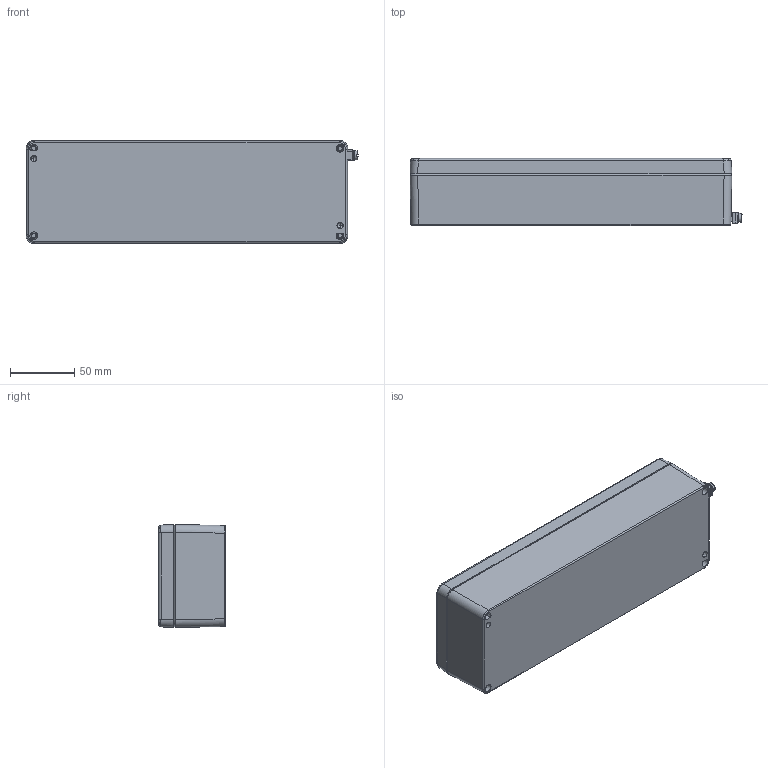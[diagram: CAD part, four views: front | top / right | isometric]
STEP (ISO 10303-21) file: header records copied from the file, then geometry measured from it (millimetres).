
FILE_DESCRIPTION(/* description */ (''),/* implementation_level */ '2;1');
FILE_NAME(/* name */ '15250806000-RST.stp',/* time_stamp */ '2021-09-08T11:04:17+02:00',/* author */ ('sl'),/* organization */ (''),/* preprocessor_version */ 'ST-DEVELOPER v16.5',/* originating_system */ 'Autodesk Inventor 2017',/* authorisation */ '');
FILE_SCHEMA (('AUTOMOTIVE_DESIGN { 1 0 10303 214 3 1 1 }'));
Products named in the file (13): Alu-Ex-Gehäuse-07-BG-0001-15_250806_000; Deckel-Alu-Ex-Gehäuse-07-BG-0002-15_250806_000; Deckel-Alu-Ex-Gehäuse-07-BT-0001-15_250806_000; Dichtlippe-Alu-Ex-Gehäuse-07-BT-0003-15_250806_000; UT-Alu-Ex-Gehäuse-07-BG-0003-15_250806_000; UT-Alu-Ex-Gehäuse-07-BT-0002-15_250806_000; Erdungsschraube88309; 93042; 88309_2; 88309_1; 83014; Erdung92081; SchraubeM4x20-7
Assembly tree (16 placements, depth 4):
  Alu-Ex-Gehäuse-07-BG-0001-15_250806_000
    Deckel-Alu-Ex-Gehäuse-07-BG-0002-15_250806_000
      Deckel-Alu-Ex-Gehäuse-07-BT-0001-15_250806_000
      Dichtlippe-Alu-Ex-Gehäuse-07-BT-0003-15_250806_000
    UT-Alu-Ex-Gehäuse-07-BG-0003-15_250806_000
      UT-Alu-Ex-Gehäuse-07-BT-0002-15_250806_000
      Erdungsschraube88309
        93042
        88309_2
        88309_1
        83014
      Erdung92081  x2
    SchraubeM4x20-7  x4
Bounding box: 257.92 x 51.99 x 80 mm (x, y, z)
Volume: 275649.7 mm3; surface area: 155262.1 mm2
Topology: 13 solids, 13 shells, 1297 faces, 3041 edges, 1812 vertices
Faces by surface type: plane 530, bspline 405, cylinder 274, cone 56, torus 32
Full cylindrical faces by diameter (mm): 3.3 x7, 3.52 x4, 4 x5, 4.2 x1, 4.5 x2, 4.7 x2, 4.9 x1, 5 x3, 5.188 x4, 5.95 x1, 6.15 x1, 7 x1, 8 x2, 10 x2
Entity records: 55113 total; most frequent: CARTESIAN_POINT 29908, ORIENTED_EDGE 5402, DIRECTION 4638, EDGE_CURVE 2701, AXIS2_PLACEMENT_3D 1660, VERTEX_POINT 1646, EDGE_LOOP 1363, LINE 1318
